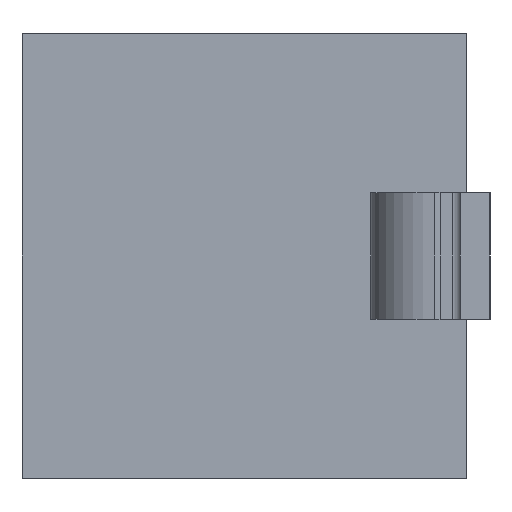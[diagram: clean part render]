
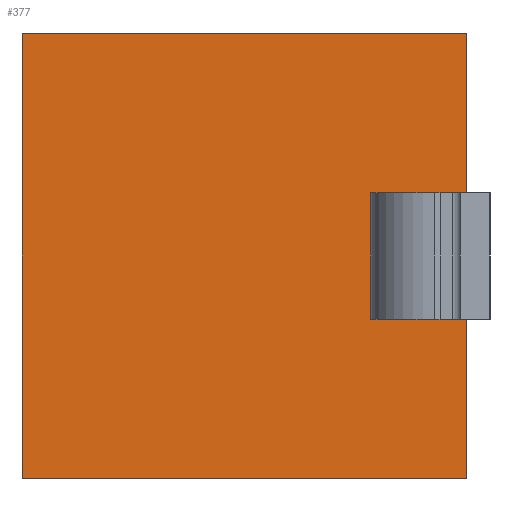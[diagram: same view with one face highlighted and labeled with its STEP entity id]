
A CAD part, left-side view. The second image highlights one B-rep face of the part: STEP entity #377.
In plain terms, the highlighted planar face has unit normal (-1, 0, 0).
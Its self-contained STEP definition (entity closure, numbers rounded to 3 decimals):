
#2 = EDGE_CURVE ( 'NONE', #229, #703, #249, .T. ) ;
#5 = VERTEX_POINT ( 'NONE', #423 ) ;
#22 = CARTESIAN_POINT ( 'NONE',  ( -1.75, 0.875, 0.875 ) ) ;
#37 = LINE ( 'NONE', #983, #1030 ) ;
#45 = CARTESIAN_POINT ( 'NONE',  ( -1.75, 0.875, 0.875 ) ) ;
#50 = VECTOR ( 'NONE', #597, 1000. ) ;
#61 = DIRECTION ( 'NONE',  ( 0., 0., -1. ) ) ;
#65 = CARTESIAN_POINT ( 'NONE',  ( -1.75, -0.499, 0.25 ) ) ;
#78 = LINE ( 'NONE', #22, #719 ) ;
#81 = EDGE_CURVE ( 'NONE', #162, #223, #466, .T. ) ;
#90 = VERTEX_POINT ( 'NONE', #432 ) ;
#102 = CARTESIAN_POINT ( 'NONE',  ( -1.75, -0.499, 0.25 ) ) ;
#104 = ORIENTED_EDGE ( 'NONE', *, *, #81, .T. ) ;
#116 = CARTESIAN_POINT ( 'NONE',  ( -1.75, -0.499, -0.25 ) ) ;
#122 = LINE ( 'NONE', #514, #50 ) ;
#144 = FACE_OUTER_BOUND ( 'NONE', #829, .T. ) ;
#155 = LINE ( 'NONE', #102, #1087 ) ;
#162 = VERTEX_POINT ( 'NONE', #1034 ) ;
#171 = EDGE_CURVE ( 'NONE', #853, #607, #155, .T. ) ;
#178 = VECTOR ( 'NONE', #644, 1000. ) ;
#215 = PLANE ( 'NONE',  #750 ) ;
#223 = VERTEX_POINT ( 'NONE', #635 ) ;
#229 = VERTEX_POINT ( 'NONE', #372 ) ;
#249 = LINE ( 'NONE', #443, #1086 ) ;
#261 = ORIENTED_EDGE ( 'NONE', *, *, #2, .T. ) ;
#314 = ORIENTED_EDGE ( 'NONE', *, *, #408, .T. ) ;
#327 = FACE_BOUND ( 'NONE', #896, .T. ) ;
#354 = DIRECTION ( 'NONE',  ( 0., 0., -1. ) ) ;
#372 = CARTESIAN_POINT ( 'NONE',  ( -1.75, -0.625, 0.25 ) ) ;
#374 = VECTOR ( 'NONE', #706, 1000. ) ;
#376 = DIRECTION ( 'NONE',  ( 0., 0., -1. ) ) ;
#377 = ADVANCED_FACE ( 'NONE', ( #144, #327 ), #215, .F. ) ;
#390 = EDGE_CURVE ( 'NONE', #90, #223, #735, .T. ) ;
#400 = CARTESIAN_POINT ( 'NONE',  ( -1.75, 0.875, 0.875 ) ) ;
#408 = EDGE_CURVE ( 'NONE', #853, #229, #37, .T. ) ;
#423 = CARTESIAN_POINT ( 'NONE',  ( -1.75, 0.875, 0.875 ) ) ;
#426 = DIRECTION ( 'NONE',  ( 0., 0., -1. ) ) ;
#432 = CARTESIAN_POINT ( 'NONE',  ( -1.75, -0.875, 0.875 ) ) ;
#443 = CARTESIAN_POINT ( 'NONE',  ( -1.75, -0.625, 0.25 ) ) ;
#466 = LINE ( 'NONE', #774, #374 ) ;
#482 = LINE ( 'NONE', #45, #178 ) ;
#514 = CARTESIAN_POINT ( 'NONE',  ( -1.75, -0.625, -0.25 ) ) ;
#515 = ORIENTED_EDGE ( 'NONE', *, *, #171, .F. ) ;
#541 = EDGE_CURVE ( 'NONE', #5, #162, #78, .T. ) ;
#564 = DIRECTION ( 'NONE',  ( 0., 0., -1. ) ) ;
#569 = CARTESIAN_POINT ( 'NONE',  ( -1.75, -0.875, 0.875 ) ) ;
#597 = DIRECTION ( 'NONE',  ( 0., -1., 0. ) ) ;
#607 = VERTEX_POINT ( 'NONE', #116 ) ;
#635 = CARTESIAN_POINT ( 'NONE',  ( -1.75, -0.875, -0.875 ) ) ;
#644 = DIRECTION ( 'NONE',  ( 0., -1., 0. ) ) ;
#703 = VERTEX_POINT ( 'NONE', #971 ) ;
#706 = DIRECTION ( 'NONE',  ( 0., -1., 0. ) ) ;
#708 = EDGE_CURVE ( 'NONE', #5, #90, #482, .T. ) ;
#719 = VECTOR ( 'NONE', #376, 1000. ) ;
#734 = DIRECTION ( 'NONE',  ( 1., 0., 0. ) ) ;
#735 = LINE ( 'NONE', #569, #1006 ) ;
#750 = AXIS2_PLACEMENT_3D ( 'NONE', #400, #734, #564 ) ;
#774 = CARTESIAN_POINT ( 'NONE',  ( -1.75, 0.875, -0.875 ) ) ;
#829 = EDGE_LOOP ( 'NONE', ( #104, #850, #839, #975 ) ) ;
#839 = ORIENTED_EDGE ( 'NONE', *, *, #708, .F. ) ;
#850 = ORIENTED_EDGE ( 'NONE', *, *, #390, .F. ) ;
#853 = VERTEX_POINT ( 'NONE', #65 ) ;
#896 = EDGE_LOOP ( 'NONE', ( #314, #261, #991, #515 ) ) ;
#906 = DIRECTION ( 'NONE',  ( 0., -1., 0. ) ) ;
#971 = CARTESIAN_POINT ( 'NONE',  ( -1.75, -0.625, -0.25 ) ) ;
#975 = ORIENTED_EDGE ( 'NONE', *, *, #541, .T. ) ;
#983 = CARTESIAN_POINT ( 'NONE',  ( -1.75, -0.625, 0.25 ) ) ;
#991 = ORIENTED_EDGE ( 'NONE', *, *, #1031, .F. ) ;
#1006 = VECTOR ( 'NONE', #61, 1000. ) ;
#1030 = VECTOR ( 'NONE', #906, 1000. ) ;
#1031 = EDGE_CURVE ( 'NONE', #607, #703, #122, .T. ) ;
#1034 = CARTESIAN_POINT ( 'NONE',  ( -1.75, 0.875, -0.875 ) ) ;
#1086 = VECTOR ( 'NONE', #426, 1000. ) ;
#1087 = VECTOR ( 'NONE', #354, 1000. ) ;
